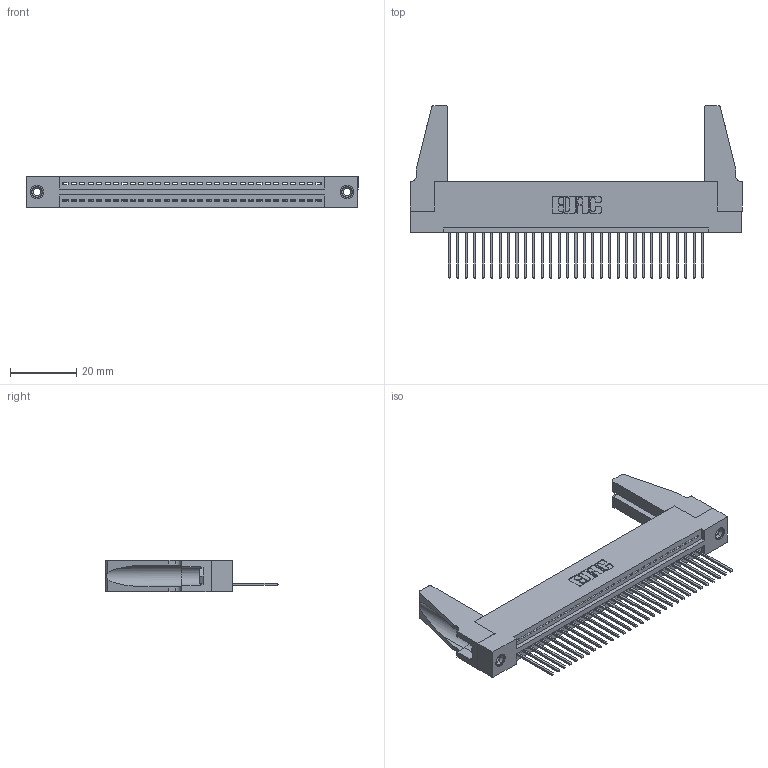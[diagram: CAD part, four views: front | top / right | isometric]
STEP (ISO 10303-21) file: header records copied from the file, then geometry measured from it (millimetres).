
FILE_DESCRIPTION (( 'STEP AP203' ), '1' );
FILE_NAME ('395-031-540-188.STEP', '2019-10-19T08:58:29', ( '' ), ( '' ), 'SwSTEP 2.0', 'SolidWorks 2016', '' );
FILE_SCHEMA (( 'CONFIG_CONTROL_DESIGN' ));
Length unit declared in the file: inch
Products named in the file (5): 345-292-001_345-293-140; 345-220-078_345-220-088; 395-031-540-188; 345 Part_Flush Mounting Lugs - 0.156 Dia-TH; 345-250-001_345-250-001-102
Assembly tree (36 placements, depth 2):
  395-031-540-188
    345 Part_Flush Mounting Lugs - 0.156 Dia-TH
    345-292-001_345-293-140  x31
    345-250-001_345-250-001-102  x2
    345-220-078_345-220-088  x2
Bounding box: 99.97 x 51.99 x 9.4 mm (x, y, z)
Volume: 12700 mm3; surface area: 15836.7 mm2
Topology: 36 solids, 36 shells, 2048 faces, 6111 edges, 4022 vertices
Faces by surface type: plane 1392, cylinder 640, cone 12, torus 4
Entity records: 26978 total; most frequent: CARTESIAN_POINT 4663, ORIENTED_EDGE 4588, DIRECTION 4096, EDGE_CURVE 2294, VECTOR 1996, LINE 1996, VERTEX_POINT 1522, AXIS2_PLACEMENT_3D 1050
